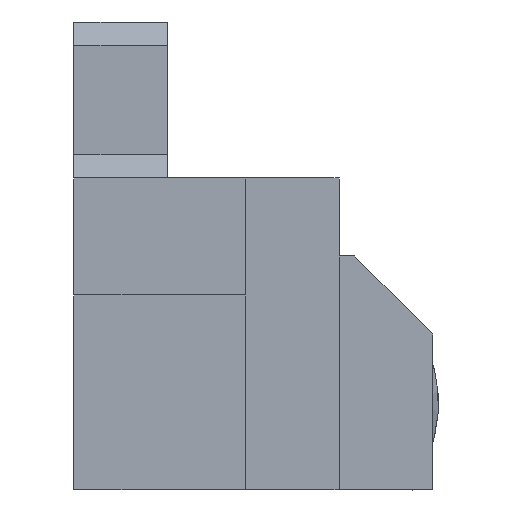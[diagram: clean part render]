
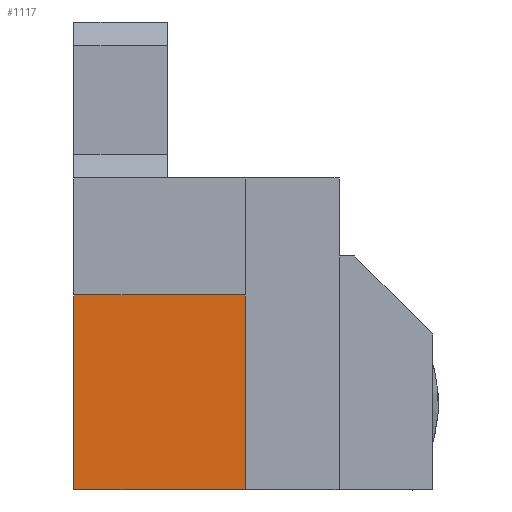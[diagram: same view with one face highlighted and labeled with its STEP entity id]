
A CAD part, left-side view. The second image highlights one B-rep face of the part: STEP entity #1117.
In plain terms, the highlighted planar face has unit normal (-1, 0, 0).
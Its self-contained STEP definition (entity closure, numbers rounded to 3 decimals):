
#70=FACE_OUTER_BOUND('',#131,.T.);
#131=EDGE_LOOP('',(#741,#742,#743,#744));
#191=LINE('',#1555,#322);
#196=LINE('',#1565,#327);
#199=LINE('',#1571,#330);
#200=LINE('',#1572,#331);
#322=VECTOR('',#1270,10.);
#327=VECTOR('',#1279,10.);
#330=VECTOR('',#1284,10.);
#331=VECTOR('',#1285,10.);
#453=VERTEX_POINT('',#1552);
#454=VERTEX_POINT('',#1554);
#457=VERTEX_POINT('',#1564);
#459=VERTEX_POINT('',#1570);
#562=EDGE_CURVE('',#454,#453,#191,.T.);
#567=EDGE_CURVE('',#457,#454,#196,.T.);
#570=EDGE_CURVE('',#453,#459,#199,.T.);
#571=EDGE_CURVE('',#459,#457,#200,.T.);
#741=ORIENTED_EDGE('',*,*,#562,.T.);
#742=ORIENTED_EDGE('',*,*,#570,.T.);
#743=ORIENTED_EDGE('',*,*,#571,.T.);
#744=ORIENTED_EDGE('',*,*,#567,.T.);
#1070=PLANE('',#1192);
#1117=ADVANCED_FACE('',(#70),#1070,.T.);
#1192=AXIS2_PLACEMENT_3D('',#1569,#1282,#1283);
#1270=DIRECTION('',(0.,1.,0.));
#1279=DIRECTION('',(0.,0.,1.));
#1282=DIRECTION('center_axis',(-1.,0.,0.));
#1283=DIRECTION('ref_axis',(0.,0.,1.));
#1284=DIRECTION('',(0.,0.,-1.));
#1285=DIRECTION('',(0.,-1.,0.));
#1552=CARTESIAN_POINT('',(-6.,2.8,2.5));
#1554=CARTESIAN_POINT('',(-6.,0.6,2.5));
#1555=CARTESIAN_POINT('',(-6.,0.3,2.5));
#1564=CARTESIAN_POINT('',(-6.,0.6,0.));
#1565=CARTESIAN_POINT('',(-6.,0.6,1.));
#1569=CARTESIAN_POINT('Origin',(-6.,0.,0.));
#1570=CARTESIAN_POINT('',(-6.,2.8,0.));
#1571=CARTESIAN_POINT('',(-6.,2.8,4.));
#1572=CARTESIAN_POINT('',(-6.,0.,0.));
